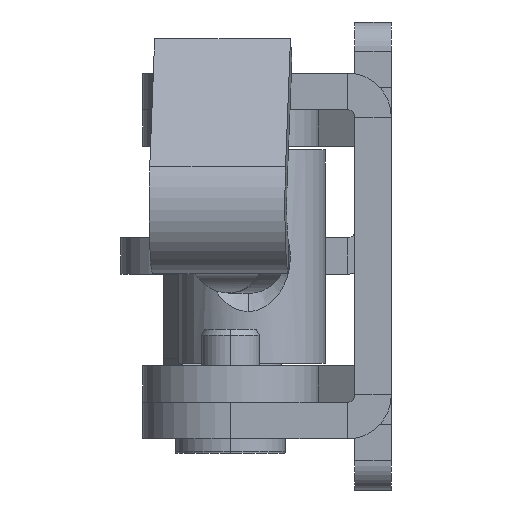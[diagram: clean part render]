
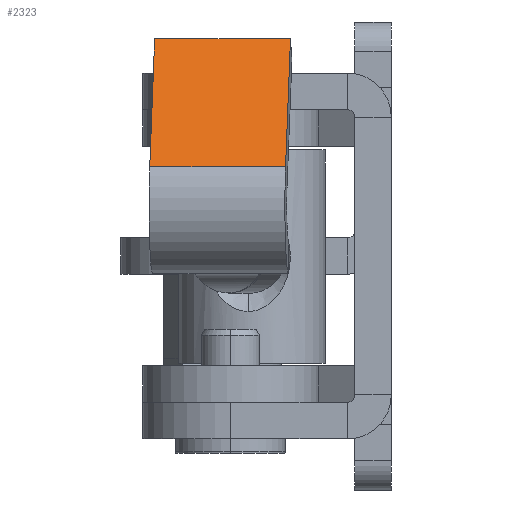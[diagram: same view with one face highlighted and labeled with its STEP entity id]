
A CAD part, left-side view. The second image highlights one B-rep face of the part: STEP entity #2323.
In plain terms, the highlighted face is planar.
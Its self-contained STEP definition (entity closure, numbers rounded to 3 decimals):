
#8 = VECTOR ( 'NONE', #382, 1000. ) ;
#139 = DIRECTION ( 'NONE',  ( -0.574, 0.819, 0. ) ) ;
#186 = VERTEX_POINT ( 'NONE', #3933 ) ;
#207 = LINE ( 'NONE', #4687, #3896 ) ;
#326 = EDGE_CURVE ( 'NONE', #186, #3974, #2694, .T. ) ;
#382 = DIRECTION ( 'NONE',  ( -0.574, 0.819, 0. ) ) ;
#556 = VECTOR ( 'NONE', #2223, 1000. ) ;
#751 = CARTESIAN_POINT ( 'NONE',  ( 43.7, 14.891, 4.65 ) ) ;
#770 = AXIS2_PLACEMENT_3D ( 'NONE', #1921, #4726, #2955 ) ;
#1029 = EDGE_CURVE ( 'NONE', #3974, #4736, #1031, .T. ) ;
#1031 = LINE ( 'NONE', #3366, #8 ) ;
#1377 = PLANE ( 'NONE',  #770 ) ;
#1887 = VERTEX_POINT ( 'NONE', #751 ) ;
#1921 = CARTESIAN_POINT ( 'NONE',  ( 49.809, 6.167, 4.65 ) ) ;
#2223 = DIRECTION ( 'NONE',  ( 0., 0., -1. ) ) ;
#2310 = FACE_OUTER_BOUND ( 'NONE', #2767, .T. ) ;
#2323 = ADVANCED_FACE ( 'NONE', ( #2310 ), #1377, .F. ) ;
#2480 = LINE ( 'NONE', #2590, #556 ) ;
#2550 = EDGE_CURVE ( 'NONE', #186, #1887, #207, .T. ) ;
#2564 = VECTOR ( 'NONE', #3393, 1000. ) ;
#2590 = CARTESIAN_POINT ( 'NONE',  ( 43.7, 14.891, 4.65 ) ) ;
#2694 = LINE ( 'NONE', #3716, #2564 ) ;
#2767 = EDGE_LOOP ( 'NONE', ( #4549, #4365, #4080, #4870 ) ) ;
#2894 = CARTESIAN_POINT ( 'NONE',  ( 43.7, 14.891, -4.65 ) ) ;
#2955 = DIRECTION ( 'NONE',  ( 0.574, -0.819, 0. ) ) ;
#3231 = EDGE_CURVE ( 'NONE', #1887, #4736, #2480, .T. ) ;
#3366 = CARTESIAN_POINT ( 'NONE',  ( 49.809, 6.167, -4.65 ) ) ;
#3393 = DIRECTION ( 'NONE',  ( 0., 0., -1. ) ) ;
#3716 = CARTESIAN_POINT ( 'NONE',  ( 49.809, 6.167, 4.65 ) ) ;
#3896 = VECTOR ( 'NONE', #139, 1000. ) ;
#3933 = CARTESIAN_POINT ( 'NONE',  ( 49.809, 6.167, 4.65 ) ) ;
#3974 = VERTEX_POINT ( 'NONE', #4346 ) ;
#4080 = ORIENTED_EDGE ( 'NONE', *, *, #2550, .F. ) ;
#4346 = CARTESIAN_POINT ( 'NONE',  ( 49.809, 6.167, -4.65 ) ) ;
#4365 = ORIENTED_EDGE ( 'NONE', *, *, #3231, .F. ) ;
#4549 = ORIENTED_EDGE ( 'NONE', *, *, #1029, .T. ) ;
#4687 = CARTESIAN_POINT ( 'NONE',  ( 49.809, 6.167, 4.65 ) ) ;
#4726 = DIRECTION ( 'NONE',  ( -0.819, -0.574, 0. ) ) ;
#4736 = VERTEX_POINT ( 'NONE', #2894 ) ;
#4870 = ORIENTED_EDGE ( 'NONE', *, *, #326, .T. ) ;
